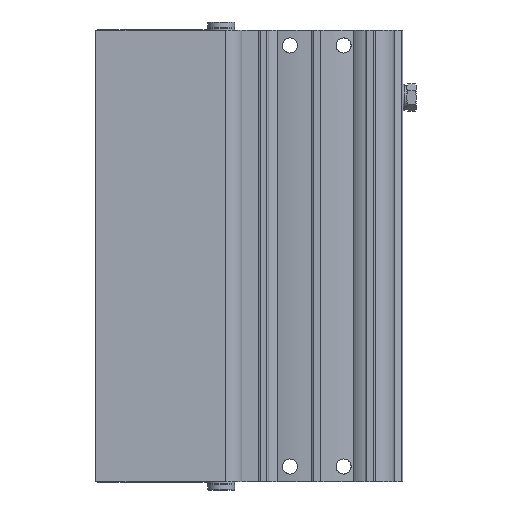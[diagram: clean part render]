
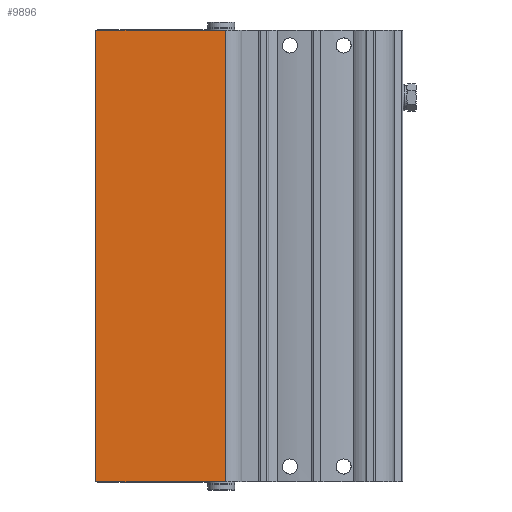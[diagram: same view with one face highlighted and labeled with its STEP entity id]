
A CAD part, front view. The second image highlights one B-rep face of the part: STEP entity #9896.
In plain terms, the highlighted planar face has unit normal (0, -1, 0).
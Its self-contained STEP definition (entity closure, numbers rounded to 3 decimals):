
#588=LINE('',#15619,#1361);
#648=LINE('',#15890,#1421);
#649=LINE('',#15892,#1422);
#650=LINE('',#15894,#1423);
#1361=VECTOR('',#12388,1000.);
#1421=VECTOR('',#12578,1000.);
#1422=VECTOR('',#12581,1000.);
#1423=VECTOR('',#12582,1000.);
#2424=ORIENTED_EDGE('',*,*,#5009,.T.);
#2425=ORIENTED_EDGE('',*,*,#5010,.F.);
#2426=ORIENTED_EDGE('',*,*,#4906,.F.);
#2427=ORIENTED_EDGE('',*,*,#5008,.T.);
#4906=EDGE_CURVE('',#6227,#6228,#588,.T.);
#5008=EDGE_CURVE('',#6227,#6297,#648,.T.);
#5009=EDGE_CURVE('',#6297,#6298,#649,.T.);
#5010=EDGE_CURVE('',#6228,#6298,#650,.T.);
#6227=VERTEX_POINT('',#15618);
#6228=VERTEX_POINT('',#15620);
#6297=VERTEX_POINT('',#15889);
#6298=VERTEX_POINT('',#15893);
#7592=EDGE_LOOP('',(#2424,#2425,#2426,#2427));
#8623=FACE_BOUND('',#7592,.T.);
#9536=PLANE('',#11012);
#9896=ADVANCED_FACE('',(#8623),#9536,.F.);
#11012=AXIS2_PLACEMENT_3D('',#15891,#12579,#12580);
#12388=DIRECTION('',(1.,0.,0.));
#12578=DIRECTION('',(0.,0.,-1.));
#12579=DIRECTION('',(0.,1.,0.));
#12580=DIRECTION('',(0.,0.,1.));
#12581=DIRECTION('',(1.,0.,0.));
#12582=DIRECTION('',(0.,0.,-1.));
#15618=CARTESIAN_POINT('',(52.8,-23.,134.5));
#15619=CARTESIAN_POINT('',(52.8,-23.,134.5));
#15620=CARTESIAN_POINT('',(91.5,-23.,134.5));
#15889=CARTESIAN_POINT('',(52.8,-23.,0.));
#15890=CARTESIAN_POINT('',(52.8,-23.,134.5));
#15891=CARTESIAN_POINT('',(52.8,-23.,134.5));
#15892=CARTESIAN_POINT('',(52.8,-23.,0.));
#15893=CARTESIAN_POINT('',(91.5,-23.,0.));
#15894=CARTESIAN_POINT('',(91.5,-23.,134.5));
